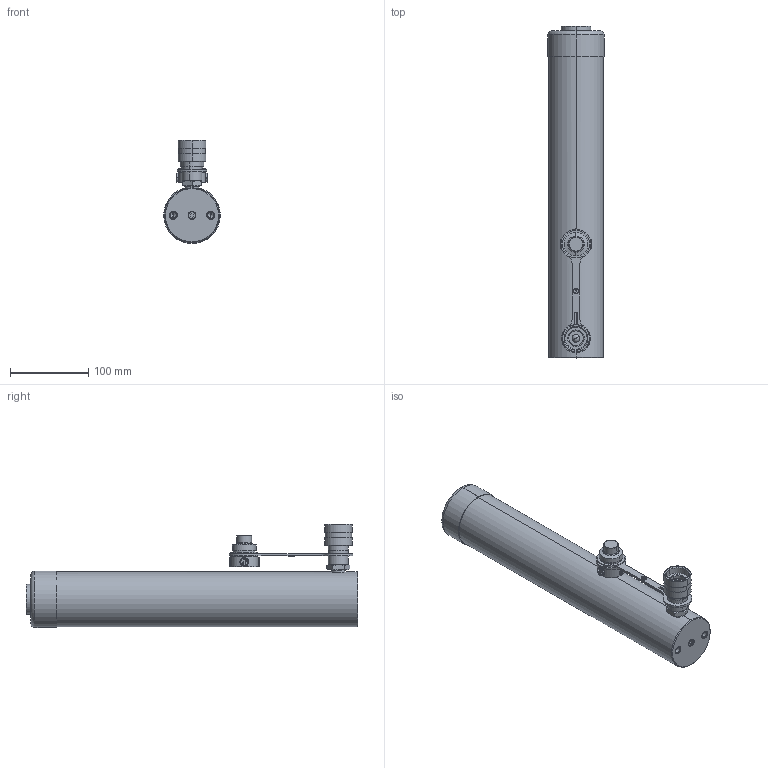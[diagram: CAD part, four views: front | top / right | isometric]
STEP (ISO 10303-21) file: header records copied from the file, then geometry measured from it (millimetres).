
FILE_DESCRIPTION (( 'STEP AP214' ), '1' );
FILE_NAME ('H1512.STEP', '2016-03-29T03:24:59', ( 'SF' ), ( '' ), 'SwSTEP 2.0', 'SolidWorks 2015', '' );
FILE_SCHEMA (( 'AUTOMOTIVE_DESIGN' ));
Length unit declared in the file: millimetre
Products named in the file (1): H1512
Bounding box: 72 x 423.3 x 131.37 mm (x, y, z)
Volume: 1274428.4 mm3; surface area: 311636.7 mm2
Topology: 15 solids, 15 shells, 640 faces, 1518 edges, 947 vertices
Faces by surface type: cylinder 224, plane 183, cone 110, bspline 73, torus 40, sphere 10
Entity records: 29454 total; most frequent: CARTESIAN_POINT 7754, ORIENTED_EDGE 3002, DIRECTION 2986, EDGE_CURVE 1501, AXIS2_PLACEMENT_3D 1178, VERTEX_POINT 944, EDGE_LOOP 719, UNCERTAINTY_MEASURE_WITH_UNIT 657
